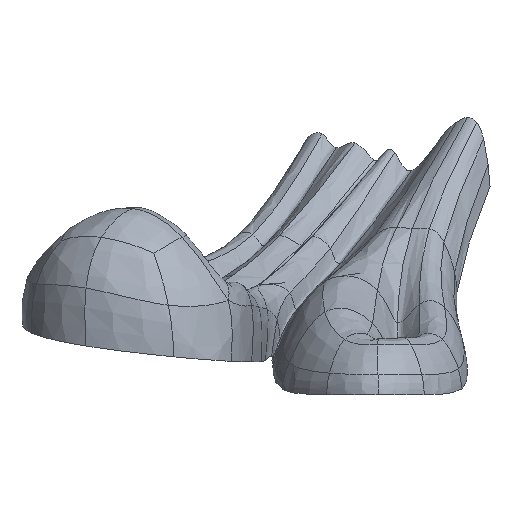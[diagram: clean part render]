
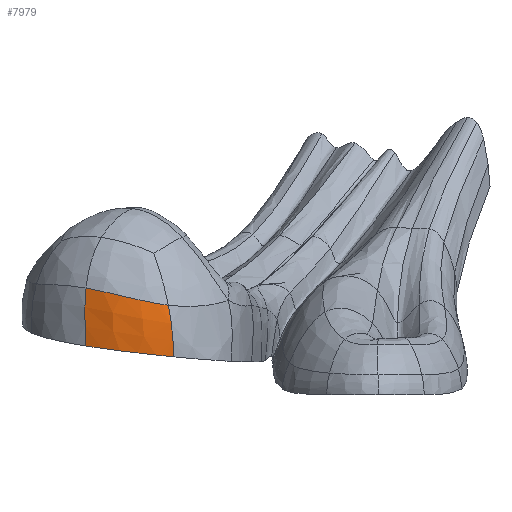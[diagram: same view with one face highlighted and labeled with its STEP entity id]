
A CAD part, left-side view. The second image highlights one B-rep face of the part: STEP entity #7979.
In plain terms, the highlighted free-form (B-spline) face has degree [3, 3] with [4, 4] control points.
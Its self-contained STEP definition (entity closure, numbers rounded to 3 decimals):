
#7910=CARTESIAN_POINT('Vertex',(-86.682,147.788,49.542)) ;
#7914=CARTESIAN_POINT('Control Point',(-86.682,147.788,49.542)) ;
#7915=CARTESIAN_POINT('Control Point',(-88.011,148.579,41.9)) ;
#7916=CARTESIAN_POINT('Control Point',(-87.724,148.227,33.865)) ;
#7917=CARTESIAN_POINT('Control Point',(-87.436,147.875,25.829)) ;
#7918=CARTESIAN_POINT('Vertex',(-87.436,147.875,25.829)) ;
#7935=CARTESIAN_POINT('Control Point',(-86.682,147.788,49.542)) ;
#7936=CARTESIAN_POINT('Control Point',(-88.011,148.579,41.9)) ;
#7937=CARTESIAN_POINT('Control Point',(-87.724,148.227,33.865)) ;
#7938=CARTESIAN_POINT('Control Point',(-87.436,147.875,25.829)) ;
#7939=CARTESIAN_POINT('Control Point',(-92.18,137.846,47.808)) ;
#7940=CARTESIAN_POINT('Control Point',(-93.735,138.029,40.018)) ;
#7941=CARTESIAN_POINT('Control Point',(-93.131,137.552,32.065)) ;
#7942=CARTESIAN_POINT('Control Point',(-92.528,137.075,24.113)) ;
#7943=CARTESIAN_POINT('Control Point',(-94.201,124.614,43.823)) ;
#7944=CARTESIAN_POINT('Control Point',(-95.587,123.802,36.101)) ;
#7945=CARTESIAN_POINT('Control Point',(-94.477,123.301,29.289)) ;
#7946=CARTESIAN_POINT('Control Point',(-93.367,122.801,22.478)) ;
#7947=CARTESIAN_POINT('Control Point',(-90.952,114.024,42.552)) ;
#7948=CARTESIAN_POINT('Control Point',(-92.16,112.447,34.575)) ;
#7949=CARTESIAN_POINT('Control Point',(-91.099,112.12,27.988)) ;
#7950=CARTESIAN_POINT('Control Point',(-90.037,111.793,21.402)) ;
#7952=CARTESIAN_POINT('Control Point',(-86.682,147.788,49.542)) ;
#7953=CARTESIAN_POINT('Control Point',(-92.18,137.846,47.808)) ;
#7954=CARTESIAN_POINT('Control Point',(-94.201,124.614,43.823)) ;
#7955=CARTESIAN_POINT('Control Point',(-90.952,114.024,42.552)) ;
#7956=CARTESIAN_POINT('Vertex',(-90.952,114.024,42.552)) ;
#7960=CARTESIAN_POINT('Control Point',(-90.952,114.024,42.552)) ;
#7961=CARTESIAN_POINT('Control Point',(-92.16,112.447,34.575)) ;
#7962=CARTESIAN_POINT('Control Point',(-91.099,112.12,27.988)) ;
#7963=CARTESIAN_POINT('Control Point',(-90.037,111.793,21.402)) ;
#7964=CARTESIAN_POINT('Vertex',(-90.037,111.793,21.402)) ;
#7968=CARTESIAN_POINT('Control Point',(-87.436,147.875,25.829)) ;
#7969=CARTESIAN_POINT('Control Point',(-92.528,137.075,24.113)) ;
#7970=CARTESIAN_POINT('Control Point',(-93.367,122.801,22.478)) ;
#7971=CARTESIAN_POINT('Control Point',(-90.037,111.793,21.402)) ;
#7920=EDGE_CURVE('',#7919,#7911,#7913,.F.) ;
#7958=EDGE_CURVE('',#7957,#7911,#7951,.F.) ;
#7966=EDGE_CURVE('',#7965,#7957,#7959,.F.) ;
#7972=EDGE_CURVE('',#7919,#7965,#7967,.T.) ;
#7974=ORIENTED_EDGE('',*,*,#7958,.F.) ;
#7975=ORIENTED_EDGE('',*,*,#7966,.F.) ;
#7976=ORIENTED_EDGE('',*,*,#7972,.F.) ;
#7977=ORIENTED_EDGE('',*,*,#7920,.T.) ;
#7973=EDGE_LOOP('',(#7974,#7975,#7976,#7977)) ;
#7911=VERTEX_POINT('',#7910) ;
#7919=VERTEX_POINT('',#7918) ;
#7957=VERTEX_POINT('',#7956) ;
#7965=VERTEX_POINT('',#7964) ;
#7979=ADVANCED_FACE('Subdivision Surface.1',(#7978),#7934,.T.) ;
#7913=B_SPLINE_CURVE_WITH_KNOTS('',3,(#7914,#7915,#7916,#7917),.UNSPECIFIED.,.F.,.U.,(4,4),(0.,4.),.UNSPECIFIED.) ;
#7951=B_SPLINE_CURVE_WITH_KNOTS('',3,(#7952,#7953,#7954,#7955),.UNSPECIFIED.,.F.,.U.,(4,4),(0.,4.),.UNSPECIFIED.) ;
#7959=B_SPLINE_CURVE_WITH_KNOTS('',3,(#7960,#7961,#7962,#7963),.UNSPECIFIED.,.F.,.U.,(4,4),(0.,4.),.UNSPECIFIED.) ;
#7967=B_SPLINE_CURVE_WITH_KNOTS('',3,(#7968,#7969,#7970,#7971),.UNSPECIFIED.,.F.,.U.,(4,4),(0.,4.),.UNSPECIFIED.) ;
#7934=B_SPLINE_SURFACE_WITH_KNOTS('',3,3,((#7935,#7936,#7937,#7938),(#7939,#7940,#7941,#7942),(#7943,#7944,#7945,#7946),(#7947,#7948,#7949,#7950)),.UNSPECIFIED.,.F.,.F.,.U.,(4,4),(4,4),(0.,4.),(0.,4.),.UNSPECIFIED.) ;
#7978=FACE_OUTER_BOUND('',#7973,.T.) ;
